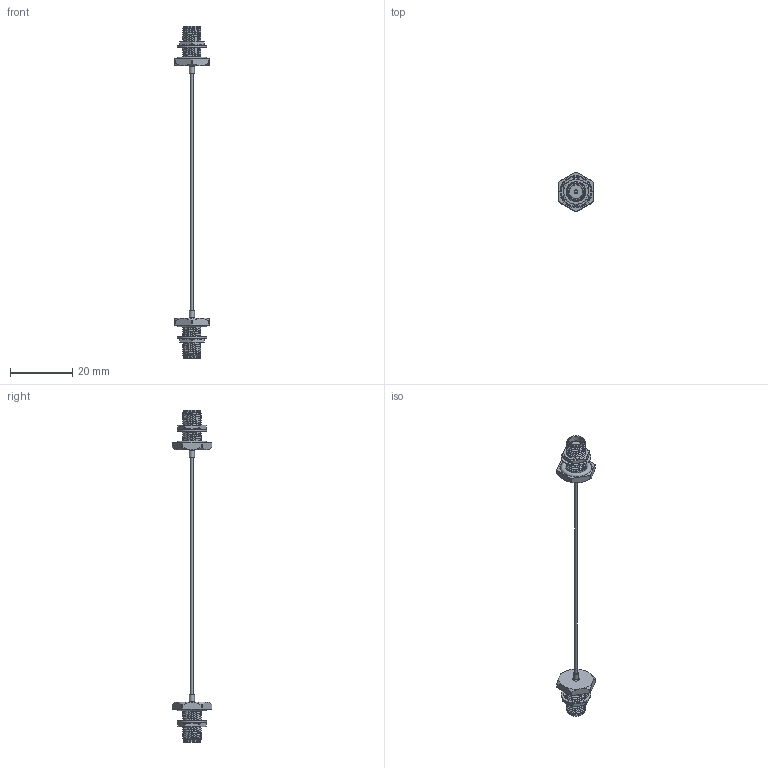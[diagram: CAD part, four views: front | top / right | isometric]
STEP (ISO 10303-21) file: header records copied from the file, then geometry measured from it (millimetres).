
FILE_DESCRIPTION (( 'STEP AP203' ), '1' );
FILE_NAME ('PE3520_3D.step', '2022-01-24T17:07:21', ( '' ), ( '' ), 'SwSTEP 2.0', 'SolidWorks 2021', '' );
FILE_SCHEMA (( 'CONFIG_CONTROL_DESIGN' ));
Length unit declared in the file: inch
Products named in the file (3): PE4923^PE3520; PE3520_3D; PE-034SR^PE3520_PE-020SR
Assembly tree (3 placements, depth 2):
  PE3520_3D
    PE-034SR^PE3520_PE-020SR
    PE4923^PE3520  x2
Bounding box: 11.13 x 12.62 x 106.32 mm (x, y, z)
Volume: 1089.3 mm3; surface area: 2261.7 mm2
Topology: 9 solids, 9 shells, 425 faces, 1241 edges, 844 vertices
Faces by surface type: bspline 174, plane 100, cylinder 93, cone 54, torus 4
Full cylindrical faces by diameter (mm): 0.508 x2, 0.864 x3, 0.94 x2, 1.194 x2, 1.626 x2, 4.572 x2, 5.436 x2, 6.35 x2, 9.398 x2, 10.299 x2
Entity records: 24589 total; most frequent: CARTESIAN_POINT 19574, ORIENTED_EDGE 1188, DIRECTION 688, EDGE_CURVE 594, VERTEX_POINT 413, AXIS2_PLACEMENT_3D 257, EDGE_LOOP 239, FACE_OUTER_BOUND 224
